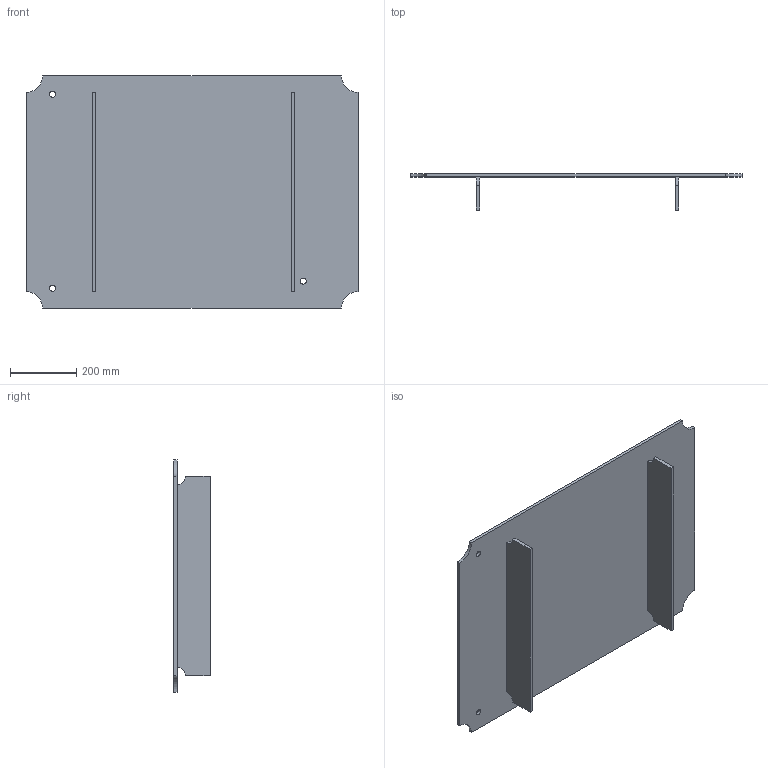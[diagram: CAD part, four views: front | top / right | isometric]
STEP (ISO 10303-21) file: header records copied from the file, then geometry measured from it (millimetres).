
FILE_DESCRIPTION(('CATIA V5 STEP Exchange','CAx-IF Rec.Pracs.--- Model Styling and Organization---1.4--- 2014-01-23'),'2;1');
FILE_NAME('加急小组立.stp','2025-09-22T01:17:25+00:00',('none'),('none'),'CATIA Version 5-6 Release 2019','3DEXPERIENCE Platform STEP AP214 v1','none');
FILE_SCHEMA(('AUTOMOTIVE_DESIGN { 1 0 10303 214 1 1 1 1 }'));
Length unit declared in the file: millimetre
Products named in the file (1): jiajixiaozuli
Bounding box: 1000 x 110 x 700 mm (x, y, z)
Volume: 8094191.1 mm3; surface area: 1681247.1 mm2
Topology: 3 solids, 3 shells, 32 faces, 78 edges, 52 vertices
Faces by surface type: plane 18, cylinder 14
Entity records: 944 total; most frequent: CARTESIAN_POINT 170, ORIENTED_EDGE 156, DIRECTION 134, EDGE_CURVE 78, AXIS2_PLACEMENT_3D 56, VERTEX_POINT 52, VECTOR 50, LINE 50
